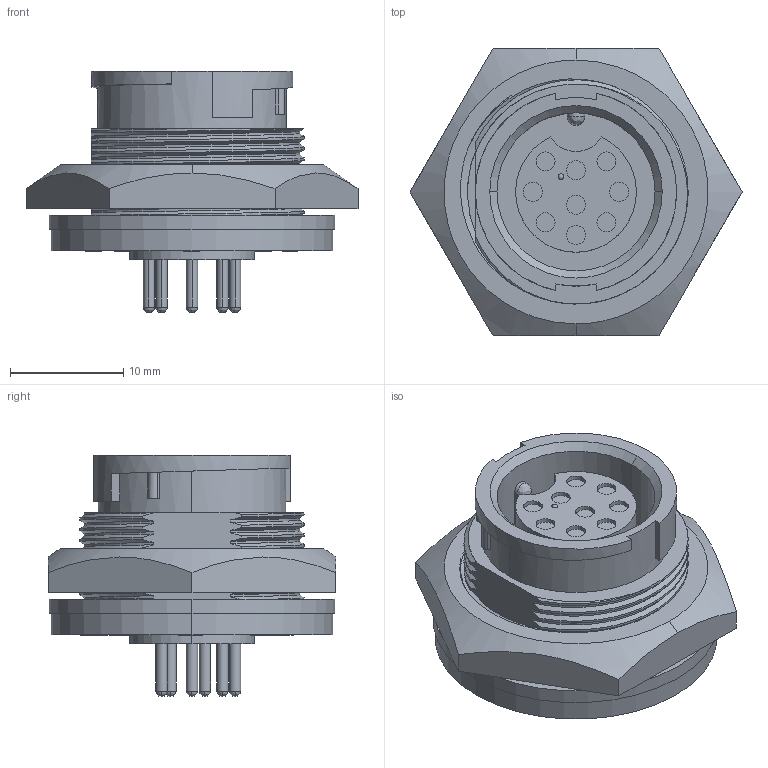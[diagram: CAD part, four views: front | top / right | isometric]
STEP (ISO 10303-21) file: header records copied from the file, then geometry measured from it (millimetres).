
FILE_DESCRIPTION (( 'STEP AP203' ), '1' );
FILE_NAME ('4281-9SG-300.STEP', '2013-09-27T15:47:31', ( 'J0FPBF1' ), ( '' ), 'SwSTEP 2.0', 'SolidWorks 2012', '' );
FILE_SCHEMA (( 'CONFIG_CONTROL_DESIGN' ));
Length unit declared in the file: inch
Products named in the file (1): 4281-9SG-300
Bounding box: 29.33 x 25.4 x 21.34 mm (x, y, z)
Volume: 5254.8 mm3; surface area: 4148.3 mm2
Topology: 2 solids, 2 shells, 317 faces, 850 edges, 556 vertices
Faces by surface type: plane 125, bspline 102, cylinder 86, cone 4
Entity records: 25092 total; most frequent: CARTESIAN_POINT 17925, ORIENTED_EDGE 1664, DIRECTION 1175, EDGE_CURVE 832, VERTEX_POINT 556, LINE 421, VECTOR 421, AXIS2_PLACEMENT_3D 377
